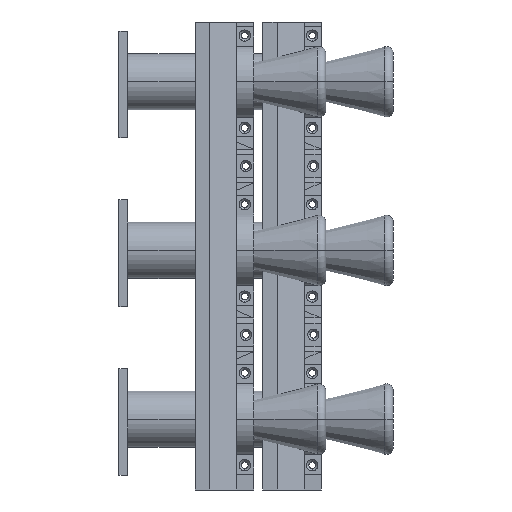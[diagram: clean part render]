
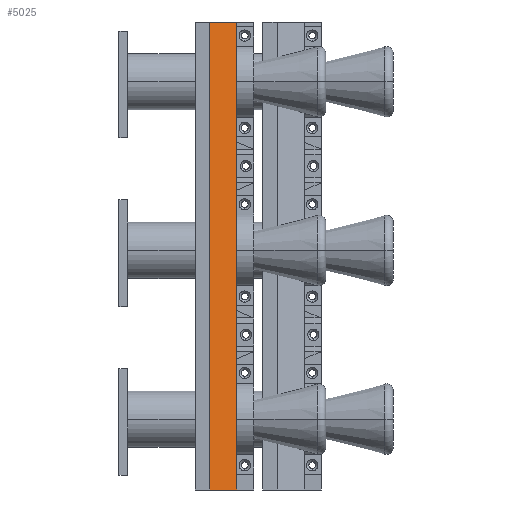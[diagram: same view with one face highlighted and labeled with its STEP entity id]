
A CAD part, left-side view. The second image highlights one B-rep face of the part: STEP entity #5025.
In plain terms, the highlighted planar face has unit normal (-0.853, -0.521, 0).
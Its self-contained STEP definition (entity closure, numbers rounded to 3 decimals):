
#144 = DIRECTION ( 'NONE',  ( 0.853, 0.521, 0. ) ) ;
#146 = EDGE_LOOP ( 'NONE', ( #6583, #7654, #3974, #1357 ) ) ;
#246 = AXIS2_PLACEMENT_3D ( 'NONE', #6101, #144, #1767 ) ;
#413 = VECTOR ( 'NONE', #4878, 1000. ) ;
#1204 = VECTOR ( 'NONE', #1839, 1000. ) ;
#1357 = ORIENTED_EDGE ( 'NONE', *, *, #4100, .T. ) ;
#1431 = CARTESIAN_POINT ( 'NONE',  ( -26.2, -15.671, 0. ) ) ;
#1767 = DIRECTION ( 'NONE',  ( -0.521, 0.853, 0. ) ) ;
#1839 = DIRECTION ( 'NONE',  ( 0., 0., -1. ) ) ;
#2404 = VERTEX_POINT ( 'NONE', #1431 ) ;
#2575 = LINE ( 'NONE', #5557, #413 ) ;
#2684 = CARTESIAN_POINT ( 'NONE',  ( -18.856, -27.689, 213. ) ) ;
#3053 = VECTOR ( 'NONE', #7115, 1000. ) ;
#3387 = CARTESIAN_POINT ( 'NONE',  ( -26.2, -15.671, 213. ) ) ;
#3438 = CARTESIAN_POINT ( 'NONE',  ( -18.856, -27.689, 0. ) ) ;
#3974 = ORIENTED_EDGE ( 'NONE', *, *, #6466, .T. ) ;
#4100 = EDGE_CURVE ( 'NONE', #2404, #9276, #2575, .T. ) ;
#4614 = CARTESIAN_POINT ( 'NONE',  ( -26.2, -15.671, 208. ) ) ;
#4634 = PLANE ( 'NONE',  #246 ) ;
#4878 = DIRECTION ( 'NONE',  ( 0.521, -0.853, 0. ) ) ;
#4892 = CARTESIAN_POINT ( 'NONE',  ( -26.049, -15.919, 208. ) ) ;
#5025 = ADVANCED_FACE ( 'NONE', ( #6152 ), #4634, .F. ) ;
#5408 = LINE ( 'NONE', #2684, #9222 ) ;
#5500 = VERTEX_POINT ( 'NONE', #6690 ) ;
#5557 = CARTESIAN_POINT ( 'NONE',  ( -26.049, -15.919, 0. ) ) ;
#6101 = CARTESIAN_POINT ( 'NONE',  ( -26.049, -15.919, 213. ) ) ;
#6152 = FACE_OUTER_BOUND ( 'NONE', #146, .T. ) ;
#6466 = EDGE_CURVE ( 'NONE', #9170, #2404, #7694, .T. ) ;
#6583 = ORIENTED_EDGE ( 'NONE', *, *, #6647, .F. ) ;
#6647 = EDGE_CURVE ( 'NONE', #5500, #9276, #5408, .T. ) ;
#6690 = CARTESIAN_POINT ( 'NONE',  ( -18.856, -27.689, 208. ) ) ;
#6848 = EDGE_CURVE ( 'NONE', #5500, #9170, #9330, .T. ) ;
#7115 = DIRECTION ( 'NONE',  ( -0.521, 0.853, 0. ) ) ;
#7654 = ORIENTED_EDGE ( 'NONE', *, *, #6848, .T. ) ;
#7694 = LINE ( 'NONE', #3387, #1204 ) ;
#8312 = DIRECTION ( 'NONE',  ( 0., 0., -1. ) ) ;
#9170 = VERTEX_POINT ( 'NONE', #4614 ) ;
#9222 = VECTOR ( 'NONE', #8312, 1000. ) ;
#9276 = VERTEX_POINT ( 'NONE', #3438 ) ;
#9330 = LINE ( 'NONE', #4892, #3053 ) ;
